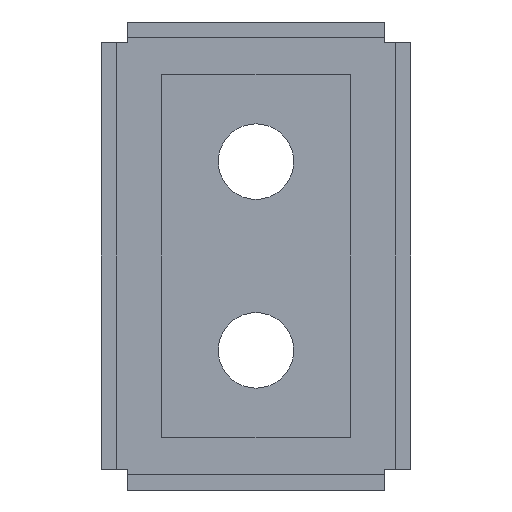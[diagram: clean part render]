
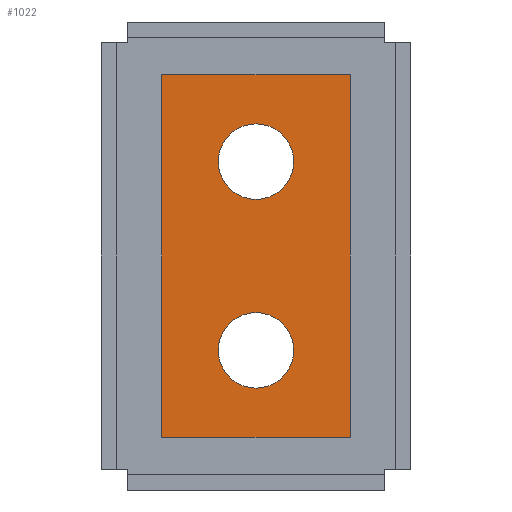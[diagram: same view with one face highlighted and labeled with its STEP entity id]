
A CAD part, front view. The second image highlights one B-rep face of the part: STEP entity #1022.
In plain terms, the highlighted planar face has unit normal (0, -1, 0).
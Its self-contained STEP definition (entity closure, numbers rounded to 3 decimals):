
#4 = EDGE_CURVE ( 'NONE', #971, #1119, #941, .T. ) ;
#8 = PLANE ( 'NONE',  #743 ) ;
#24 = VECTOR ( 'NONE', #906, 1000. ) ;
#39 = LINE ( 'NONE', #309, #554 ) ;
#48 = CARTESIAN_POINT ( 'NONE',  ( 5., -5., 12.5 ) ) ;
#94 = DIRECTION ( 'NONE',  ( 0., -1., 0. ) ) ;
#114 = DIRECTION ( 'NONE',  ( -1., 0., 0. ) ) ;
#123 = DIRECTION ( 'NONE',  ( 0., -1., 0. ) ) ;
#164 = DIRECTION ( 'NONE',  ( 1., 0., 0. ) ) ;
#166 = CIRCLE ( 'NONE', #281, 5. ) ;
#173 = CARTESIAN_POINT ( 'NONE',  ( 12.5, -5., 24. ) ) ;
#210 = EDGE_CURVE ( 'NONE', #1377, #394, #496, .T. ) ;
#250 = CARTESIAN_POINT ( 'NONE',  ( 0., -5., -12.5 ) ) ;
#254 = CARTESIAN_POINT ( 'NONE',  ( 5., -5., -12.5 ) ) ;
#263 = DIRECTION ( 'NONE',  ( 0., -1., 0. ) ) ;
#273 = CARTESIAN_POINT ( 'NONE',  ( 0., -5., 12.5 ) ) ;
#281 = AXIS2_PLACEMENT_3D ( 'NONE', #250, #94, #1411 ) ;
#309 = CARTESIAN_POINT ( 'NONE',  ( 12.5, -5., -24. ) ) ;
#313 = AXIS2_PLACEMENT_3D ( 'NONE', #879, #728, #578 ) ;
#370 = AXIS2_PLACEMENT_3D ( 'NONE', #414, #263, #114 ) ;
#394 = VERTEX_POINT ( 'NONE', #541 ) ;
#412 = VERTEX_POINT ( 'NONE', #254 ) ;
#414 = CARTESIAN_POINT ( 'NONE',  ( 0., -5., 12.5 ) ) ;
#496 = CIRCLE ( 'NONE', #1327, 5. ) ;
#502 = EDGE_LOOP ( 'NONE', ( #1257, #545, #816, #1172 ) ) ;
#532 = FACE_OUTER_BOUND ( 'NONE', #502, .T. ) ;
#541 = CARTESIAN_POINT ( 'NONE',  ( -5., -5., 12.5 ) ) ;
#545 = ORIENTED_EDGE ( 'NONE', *, *, #1334, .F. ) ;
#554 = VECTOR ( 'NONE', #164, 1000. ) ;
#578 = DIRECTION ( 'NONE',  ( -1., 0., 0. ) ) ;
#591 = VERTEX_POINT ( 'NONE', #1340 ) ;
#594 = ORIENTED_EDGE ( 'NONE', *, *, #1244, .F. ) ;
#610 = CIRCLE ( 'NONE', #370, 5. ) ;
#634 = DIRECTION ( 'NONE',  ( 1., 0., 0. ) ) ;
#677 = CARTESIAN_POINT ( 'NONE',  ( -12.5, -5., 24. ) ) ;
#711 = DIRECTION ( 'NONE',  ( 0., 0., -1. ) ) ;
#728 = DIRECTION ( 'NONE',  ( 0., -1., 0. ) ) ;
#743 = AXIS2_PLACEMENT_3D ( 'NONE', #1321, #1174, #1024 ) ;
#771 = EDGE_CURVE ( 'NONE', #971, #1104, #1315, .T. ) ;
#787 = CARTESIAN_POINT ( 'NONE',  ( 12.5, -5., -24. ) ) ;
#788 = CARTESIAN_POINT ( 'NONE',  ( 12.5, -5., 24. ) ) ;
#816 = ORIENTED_EDGE ( 'NONE', *, *, #4, .F. ) ;
#863 = CARTESIAN_POINT ( 'NONE',  ( -12.5, -5., 24. ) ) ;
#879 = CARTESIAN_POINT ( 'NONE',  ( 0., -5., -12.5 ) ) ;
#906 = DIRECTION ( 'NONE',  ( 0., 0., -1. ) ) ;
#934 = ORIENTED_EDGE ( 'NONE', *, *, #210, .F. ) ;
#941 = LINE ( 'NONE', #788, #981 ) ;
#953 = CARTESIAN_POINT ( 'NONE',  ( -12.5, -5., -24. ) ) ;
#971 = VERTEX_POINT ( 'NONE', #677 ) ;
#978 = EDGE_LOOP ( 'NONE', ( #594, #934 ) ) ;
#981 = VECTOR ( 'NONE', #634, 1000. ) ;
#1014 = EDGE_CURVE ( 'NONE', #1104, #1296, #39, .T. ) ;
#1022 = ADVANCED_FACE ( 'NONE', ( #1132, #1389, #532 ), #8, .F. ) ;
#1023 = VECTOR ( 'NONE', #711, 1000. ) ;
#1024 = DIRECTION ( 'NONE',  ( -1., 0., 0. ) ) ;
#1054 = CARTESIAN_POINT ( 'NONE',  ( 12.5, -5., 24. ) ) ;
#1059 = CIRCLE ( 'NONE', #313, 5. ) ;
#1104 = VERTEX_POINT ( 'NONE', #953 ) ;
#1119 = VERTEX_POINT ( 'NONE', #173 ) ;
#1122 = EDGE_CURVE ( 'NONE', #591, #412, #1059, .T. ) ;
#1132 = FACE_BOUND ( 'NONE', #978, .T. ) ;
#1172 = ORIENTED_EDGE ( 'NONE', *, *, #771, .T. ) ;
#1174 = DIRECTION ( 'NONE',  ( 0., 1., 0. ) ) ;
#1203 = LINE ( 'NONE', #1054, #24 ) ;
#1244 = EDGE_CURVE ( 'NONE', #394, #1377, #610, .T. ) ;
#1257 = ORIENTED_EDGE ( 'NONE', *, *, #1014, .T. ) ;
#1296 = VERTEX_POINT ( 'NONE', #787 ) ;
#1315 = LINE ( 'NONE', #863, #1023 ) ;
#1321 = CARTESIAN_POINT ( 'NONE',  ( 12.5, -5., 24. ) ) ;
#1327 = AXIS2_PLACEMENT_3D ( 'NONE', #273, #123, #1430 ) ;
#1334 = EDGE_CURVE ( 'NONE', #1119, #1296, #1203, .T. ) ;
#1340 = CARTESIAN_POINT ( 'NONE',  ( -5., -5., -12.5 ) ) ;
#1342 = EDGE_LOOP ( 'NONE', ( #1448, #1391 ) ) ;
#1377 = VERTEX_POINT ( 'NONE', #48 ) ;
#1389 = FACE_BOUND ( 'NONE', #1342, .T. ) ;
#1391 = ORIENTED_EDGE ( 'NONE', *, *, #1463, .F. ) ;
#1411 = DIRECTION ( 'NONE',  ( -1., 0., 0. ) ) ;
#1430 = DIRECTION ( 'NONE',  ( -1., 0., 0. ) ) ;
#1448 = ORIENTED_EDGE ( 'NONE', *, *, #1122, .F. ) ;
#1463 = EDGE_CURVE ( 'NONE', #412, #591, #166, .T. ) ;
